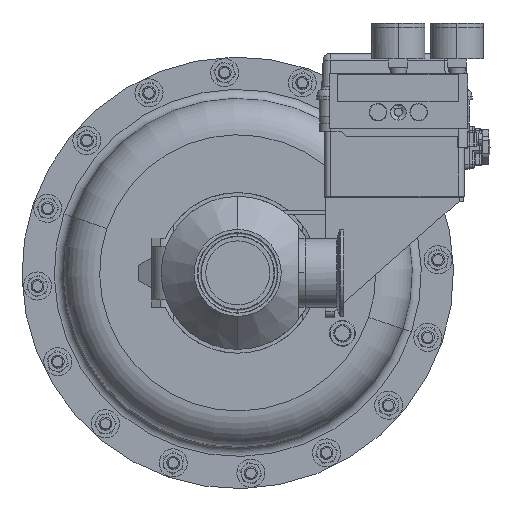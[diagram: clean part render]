
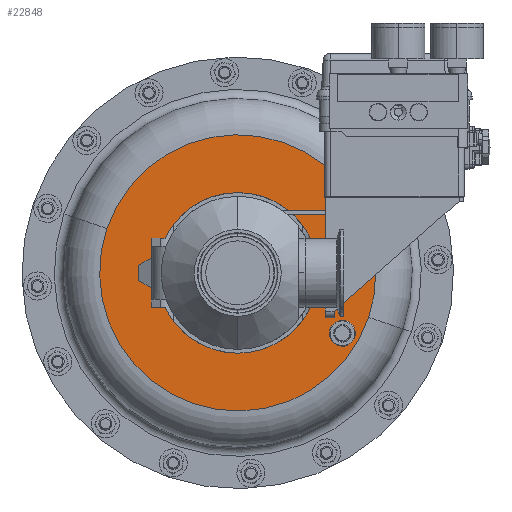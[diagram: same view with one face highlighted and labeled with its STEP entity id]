
A CAD part, front view. The second image highlights one B-rep face of the part: STEP entity #22848.
In plain terms, the highlighted planar face has unit normal (0, -1, 0).
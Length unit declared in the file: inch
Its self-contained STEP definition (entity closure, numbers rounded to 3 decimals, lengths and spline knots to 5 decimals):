
#192 = CIRCLE ( 'NONE', #3149, 2.325 ) ;
#298 = FACE_OUTER_BOUND ( 'NONE', #28996, .T. ) ;
#851 = DIRECTION ( 'NONE',  ( 0., 1., 0. ) ) ;
#2351 = PLANE ( 'NONE',  #13901 ) ;
#3094 = DIRECTION ( 'NONE',  ( 0., 1., 0. ) ) ;
#3149 = AXIS2_PLACEMENT_3D ( 'NONE', #41566, #17541, #33157 ) ;
#5273 = ORIENTED_EDGE ( 'NONE', *, *, #13578, .F. ) ;
#6196 = ORIENTED_EDGE ( 'NONE', *, *, #35829, .F. ) ;
#8587 = VERTEX_POINT ( 'NONE', #28180 ) ;
#9195 = VERTEX_POINT ( 'NONE', #20590 ) ;
#9276 = AXIS2_PLACEMENT_3D ( 'NONE', #41628, #21889, #29597 ) ;
#9688 = EDGE_CURVE ( 'NONE', #12325, #33067, #192, .T. ) ;
#12325 = VERTEX_POINT ( 'NONE', #29721 ) ;
#13578 = EDGE_CURVE ( 'NONE', #33067, #12325, #30166, .T. ) ;
#13901 = AXIS2_PLACEMENT_3D ( 'NONE', #22679, #46174, #34349 ) ;
#14223 = AXIS2_PLACEMENT_3D ( 'NONE', #20702, #851, #27891 ) ;
#14677 = CARTESIAN_POINT ( 'NONE',  ( 3.03109, 9.66, -1.75 ) ) ;
#15033 = CIRCLE ( 'NONE', #49193, 0.375 ) ;
#16029 = CARTESIAN_POINT ( 'NONE',  ( 0., 9.66, 0. ) ) ;
#17240 = CIRCLE ( 'NONE', #18213, 4. ) ;
#17541 = DIRECTION ( 'NONE',  ( 0., -1., 0. ) ) ;
#18213 = AXIS2_PLACEMENT_3D ( 'NONE', #22393, #42455, #46226 ) ;
#20590 = CARTESIAN_POINT ( 'NONE',  ( -3.78772, 9.66, 1.28576 ) ) ;
#20702 = CARTESIAN_POINT ( 'NONE',  ( 3.03109, 9.66, -1.75 ) ) ;
#21193 = ORIENTED_EDGE ( 'NONE', *, *, #9688, .F. ) ;
#21782 = EDGE_LOOP ( 'NONE', ( #5273, #21193 ) ) ;
#21889 = DIRECTION ( 'NONE',  ( 0., 1., 0. ) ) ;
#22000 = EDGE_CURVE ( 'NONE', #31428, #8587, #37963, .T. ) ;
#22393 = CARTESIAN_POINT ( 'NONE',  ( 0., 9.66, 0. ) ) ;
#22679 = CARTESIAN_POINT ( 'NONE',  ( -1.28576, 9.66, -3.78772 ) ) ;
#22752 = DIRECTION ( 'NONE',  ( 0.249, 0., -0.969 ) ) ;
#22840 = VERTEX_POINT ( 'NONE', #45849 ) ;
#22848 = ADVANCED_FACE ( 'NONE', ( #43999, #298, #23116 ), #2351, .T. ) ;
#23116 = FACE_BOUND ( 'NONE', #44316, .T. ) ;
#24005 = ORIENTED_EDGE ( 'NONE', *, *, #22000, .T. ) ;
#25634 = EDGE_CURVE ( 'NONE', #8587, #31428, #15033, .T. ) ;
#27891 = DIRECTION ( 'NONE',  ( 0.249, 0., -0.969 ) ) ;
#28180 = CARTESIAN_POINT ( 'NONE',  ( 3.1244, 9.66, -2.11321 ) ) ;
#28953 = CARTESIAN_POINT ( 'NONE',  ( 2.93778, 9.66, -1.38679 ) ) ;
#28996 = EDGE_LOOP ( 'NONE', ( #37132, #6196 ) ) ;
#29597 = DIRECTION ( 'NONE',  ( 0.947, 0., -0.321 ) ) ;
#29721 = CARTESIAN_POINT ( 'NONE',  ( 0., 9.66, 2.325 ) ) ;
#30166 = CIRCLE ( 'NONE', #46748, 2.325 ) ;
#31428 = VERTEX_POINT ( 'NONE', #28953 ) ;
#32154 = DIRECTION ( 'NONE',  ( 0., -1., 0. ) ) ;
#33067 = VERTEX_POINT ( 'NONE', #35076 ) ;
#33157 = DIRECTION ( 'NONE',  ( 0., 0., -1. ) ) ;
#34349 = DIRECTION ( 'NONE',  ( -0.947, 0., 0.321 ) ) ;
#35076 = CARTESIAN_POINT ( 'NONE',  ( 0., 9.66, -2.325 ) ) ;
#35829 = EDGE_CURVE ( 'NONE', #9195, #22840, #44727, .T. ) ;
#37132 = ORIENTED_EDGE ( 'NONE', *, *, #43640, .F. ) ;
#37963 = CIRCLE ( 'NONE', #14223, 0.375 ) ;
#41566 = CARTESIAN_POINT ( 'NONE',  ( 0., 9.66, 0. ) ) ;
#41628 = CARTESIAN_POINT ( 'NONE',  ( 0., 9.66, 0. ) ) ;
#42455 = DIRECTION ( 'NONE',  ( 0., 1., 0. ) ) ;
#43496 = DIRECTION ( 'NONE',  ( 0., 0., -1. ) ) ;
#43640 = EDGE_CURVE ( 'NONE', #22840, #9195, #17240, .T. ) ;
#43999 = FACE_BOUND ( 'NONE', #21782, .T. ) ;
#44308 = ORIENTED_EDGE ( 'NONE', *, *, #25634, .T. ) ;
#44316 = EDGE_LOOP ( 'NONE', ( #44308, #24005 ) ) ;
#44727 = CIRCLE ( 'NONE', #9276, 4. ) ;
#45849 = CARTESIAN_POINT ( 'NONE',  ( 3.78772, 9.66, -1.28576 ) ) ;
#46174 = DIRECTION ( 'NONE',  ( 0., -1., 0. ) ) ;
#46226 = DIRECTION ( 'NONE',  ( 0.947, 0., -0.321 ) ) ;
#46748 = AXIS2_PLACEMENT_3D ( 'NONE', #16029, #32154, #43496 ) ;
#49193 = AXIS2_PLACEMENT_3D ( 'NONE', #14677, #3094, #22752 ) ;
